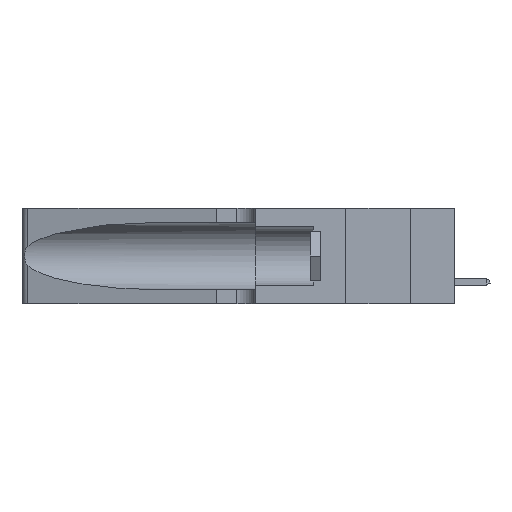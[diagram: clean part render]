
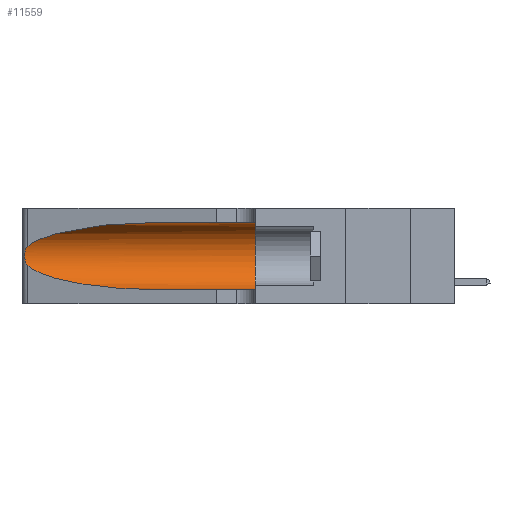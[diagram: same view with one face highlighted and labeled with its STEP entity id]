
A CAD part, left-side view. The second image highlights one B-rep face of the part: STEP entity #11559.
In plain terms, the highlighted cylindrical face has radius 3.308 mm (diameter 6.617 mm), a partial arc.
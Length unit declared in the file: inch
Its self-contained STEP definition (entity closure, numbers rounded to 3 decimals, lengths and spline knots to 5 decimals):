
#15 = CARTESIAN_POINT ( 'NONE',  ( 0.25487, 1.22718, 0.14631 ) ) ;
#107 = CARTESIAN_POINT ( 'NONE',  ( 0.1305, 1.61858, 0.05475 ) ) ;
#238 = CARTESIAN_POINT ( 'NONE',  ( 0.25639, 1.23186, 0.15144 ) ) ;
#316 = EDGE_CURVE ( 'NONE', #996, #6149, #7464, .T. ) ;
#354 = VERTEX_POINT ( 'NONE', #11019 ) ;
#663 = CARTESIAN_POINT ( 'NONE',  ( 0.1305, 0.35, 0.185 ) ) ;
#952 = CARTESIAN_POINT ( 'NONE',  ( 0.1305, 0.72297, 0.31525 ) ) ;
#996 = VERTEX_POINT ( 'NONE', #7415 ) ;
#1055 = CARTESIAN_POINT ( 'NONE',  ( 0.1305, 1.61858, 0.31525 ) ) ;
#1512 = VERTEX_POINT ( 'NONE', #15 ) ;
#1526 = CARTESIAN_POINT ( 'NONE',  ( 0.26075, 1.23896, 0.19203 ) ) ;
#1597 = CARTESIAN_POINT ( 'NONE',  ( 0.25487, 1.22718, 0.22369 ) ) ;
#1738 = EDGE_CURVE ( 'NONE', #1512, #996, #5759, .T. ) ;
#1744 = CARTESIAN_POINT ( 'NONE',  ( 0.25789, 1.23486, 0.15765 ) ) ;
#1985 = CARTESIAN_POINT ( 'NONE',  ( 0.1305, 0.72297, 0.05475 ) ) ;
#3177 = ORIENTED_EDGE ( 'NONE', *, *, #16146, .F. ) ;
#3252 = VECTOR ( 'NONE', #12789, 39.37008 ) ;
#3596 = B_SPLINE_CURVE_WITH_KNOTS ( 'NONE', 3,
 ( #1597, #7867, #18837, #6577, #6501, #14361, #1526, #7996, #9578, #9644, #1744, #238, #18975, #4978 ),
 .UNSPECIFIED., .F., .F.,
 ( 4, 2, 2, 2, 2, 2, 4 ),
 ( 0., 0.00027, 0.00053, 0.00107, 0.0016, 0.00187, 0.00214 ),
 .UNSPECIFIED. ) ;
#3672 = ORIENTED_EDGE ( 'NONE', *, *, #316, .T. ) ;
#4167 = CARTESIAN_POINT ( 'NONE',  ( 0.2373, 1.15595, 0.28018 ) ) ;
#4640 = CYLINDRICAL_SURFACE ( 'NONE', #18775, 0.13025 ) ;
#4895 = CIRCLE ( 'NONE', #18162, 0.13025 ) ;
#4978 = CARTESIAN_POINT ( 'NONE',  ( 0.25487, 1.22718, 0.14631 ) ) ;
#5314 = VERTEX_POINT ( 'NONE', #14080 ) ;
#5452 = ORIENTED_EDGE ( 'NONE', *, *, #8256, .T. ) ;
#5517 = CARTESIAN_POINT ( 'NONE',  ( 0.1305, 0.35, 0.05475 ) ) ;
#5759 =( BOUNDED_CURVE ( )  B_SPLINE_CURVE ( 3, ( #13072, #19289, #13090, #1985 ),
 .UNSPECIFIED., .F., .T. ) 
 B_SPLINE_CURVE_WITH_KNOTS ( ( 4, 4 ),
 ( 3.44316, 4.71239 ),
 .UNSPECIFIED. ) 
 CURVE ( )  GEOMETRIC_REPRESENTATION_ITEM ( )  RATIONAL_B_SPLINE_CURVE ( ( 1., 0.87, 0.87, 1. ) ) 
 REPRESENTATION_ITEM ( '' )  );
#6149 = VERTEX_POINT ( 'NONE', #5517 ) ;
#6150 = EDGE_LOOP ( 'NONE', ( #13665, #5452, #11161, #3672, #3177, #19102 ) ) ;
#6271 =( BOUNDED_CURVE ( )  B_SPLINE_CURVE ( 3, ( #952, #7312, #4167, #20040 ),
 .UNSPECIFIED., .F., .F. ) 
 B_SPLINE_CURVE_WITH_KNOTS ( ( 4, 4 ),
 ( 1.5708, 2.84003 ),
 .UNSPECIFIED. ) 
 CURVE ( )  GEOMETRIC_REPRESENTATION_ITEM ( )  RATIONAL_B_SPLINE_CURVE ( ( 1., 0.87, 0.87, 1. ) ) 
 REPRESENTATION_ITEM ( '' )  );
#6386 = VECTOR ( 'NONE', #10466, 39.37008 ) ;
#6501 = CARTESIAN_POINT ( 'NONE',  ( 0.25854, 1.2359, 0.20912 ) ) ;
#6577 = CARTESIAN_POINT ( 'NONE',  ( 0.25787, 1.23484, 0.2124 ) ) ;
#7203 = VERTEX_POINT ( 'NONE', #13663 ) ;
#7312 = CARTESIAN_POINT ( 'NONE',  ( 0.18966, 0.96281, 0.31525 ) ) ;
#7415 = CARTESIAN_POINT ( 'NONE',  ( 0.1305, 0.72297, 0.05475 ) ) ;
#7464 = LINE ( 'NONE', #107, #3252 ) ;
#7867 = CARTESIAN_POINT ( 'NONE',  ( 0.25555, 1.22994, 0.2215 ) ) ;
#7996 = CARTESIAN_POINT ( 'NONE',  ( 0.26075, 1.23896, 0.178 ) ) ;
#8256 = EDGE_CURVE ( 'NONE', #5314, #1512, #3596, .T. ) ;
#8569 = DIRECTION ( 'NONE',  ( 0., 1., 0. ) ) ;
#9131 = CARTESIAN_POINT ( 'NONE',  ( 0.1305, 1.61858, 0.185 ) ) ;
#9578 = CARTESIAN_POINT ( 'NONE',  ( 0.26017, 1.23833, 0.17102 ) ) ;
#9644 = CARTESIAN_POINT ( 'NONE',  ( 0.25856, 1.23593, 0.16098 ) ) ;
#10466 = DIRECTION ( 'NONE',  ( 0., -1., 0. ) ) ;
#10710 = DIRECTION ( 'NONE',  ( 0., 0., -1. ) ) ;
#11019 = CARTESIAN_POINT ( 'NONE',  ( 0.1305, 0.35, 0.31525 ) ) ;
#11161 = ORIENTED_EDGE ( 'NONE', *, *, #1738, .T. ) ;
#11559 = ADVANCED_FACE ( 'NONE', ( #16154 ), #4640, .F. ) ;
#12789 = DIRECTION ( 'NONE',  ( 0., -1., 0. ) ) ;
#13072 = CARTESIAN_POINT ( 'NONE',  ( 0.25487, 1.22718, 0.14631 ) ) ;
#13090 = CARTESIAN_POINT ( 'NONE',  ( 0.18966, 0.96281, 0.05475 ) ) ;
#13663 = CARTESIAN_POINT ( 'NONE',  ( 0.1305, 0.72297, 0.31525 ) ) ;
#13665 = ORIENTED_EDGE ( 'NONE', *, *, #15641, .T. ) ;
#14080 = CARTESIAN_POINT ( 'NONE',  ( 0.25487, 1.22718, 0.22369 ) ) ;
#14361 = CARTESIAN_POINT ( 'NONE',  ( 0.26018, 1.23835, 0.19895 ) ) ;
#15392 = DIRECTION ( 'NONE',  ( 0., -1., 0. ) ) ;
#15641 = EDGE_CURVE ( 'NONE', #7203, #5314, #6271, .T. ) ;
#16146 = EDGE_CURVE ( 'NONE', #354, #6149, #4895, .T. ) ;
#16154 = FACE_OUTER_BOUND ( 'NONE', #6150, .T. ) ;
#17384 = LINE ( 'NONE', #1055, #6386 ) ;
#18162 = AXIS2_PLACEMENT_3D ( 'NONE', #663, #8569, #19753 ) ;
#18775 = AXIS2_PLACEMENT_3D ( 'NONE', #9131, #15392, #10710 ) ;
#18837 = CARTESIAN_POINT ( 'NONE',  ( 0.25639, 1.23184, 0.21858 ) ) ;
#18975 = CARTESIAN_POINT ( 'NONE',  ( 0.25555, 1.22993, 0.14849 ) ) ;
#19102 = ORIENTED_EDGE ( 'NONE', *, *, #19906, .F. ) ;
#19289 = CARTESIAN_POINT ( 'NONE',  ( 0.2373, 1.15595, 0.08982 ) ) ;
#19753 = DIRECTION ( 'NONE',  ( 0., 0., 1. ) ) ;
#19906 = EDGE_CURVE ( 'NONE', #7203, #354, #17384, .T. ) ;
#20040 = CARTESIAN_POINT ( 'NONE',  ( 0.25487, 1.22718, 0.22369 ) ) ;
